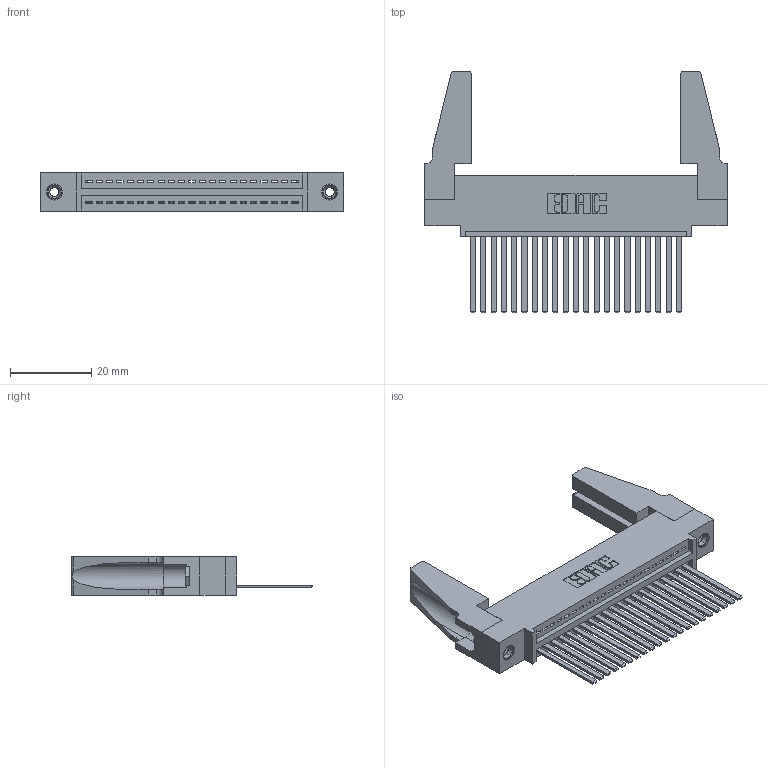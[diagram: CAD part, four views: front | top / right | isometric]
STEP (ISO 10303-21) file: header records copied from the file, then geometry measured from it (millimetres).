
FILE_DESCRIPTION (( 'STEP AP203' ), '1' );
FILE_NAME ('345-021-544-488.STEP', '2019-10-04T23:03:26', ( '' ), ( '' ), 'SwSTEP 2.0', 'SolidWorks 2016', '' );
FILE_SCHEMA (( 'CONFIG_CONTROL_DESIGN' ));
Length unit declared in the file: inch
Products named in the file (5): 345-220-078_345-220-088; 345-250-001_345-250-001-102; 345-021-544-488; 345 Part_0.110 Offset - 0.156 Dia-TH; 345-292-001_345-293-144
Assembly tree (26 placements, depth 2):
  345-021-544-488
    345 Part_0.110 Offset - 0.156 Dia-TH
    345-292-001_345-293-144  x21
    345-250-001_345-250-001-102  x2
    345-220-078_345-220-088  x2
Bounding box: 74.57 x 59.61 x 9.4 mm (x, y, z)
Volume: 10333.5 mm3; surface area: 13065.8 mm2
Topology: 26 solids, 26 shells, 1346 faces, 3985 edges, 2618 vertices
Faces by surface type: plane 912, cylinder 418, cone 12, torus 4
Entity records: 20728 total; most frequent: CARTESIAN_POINT 3581, ORIENTED_EDGE 3496, DIRECTION 3162, EDGE_CURVE 1748, VECTOR 1494, LINE 1494, VERTEX_POINT 1158, AXIS2_PLACEMENT_3D 834
